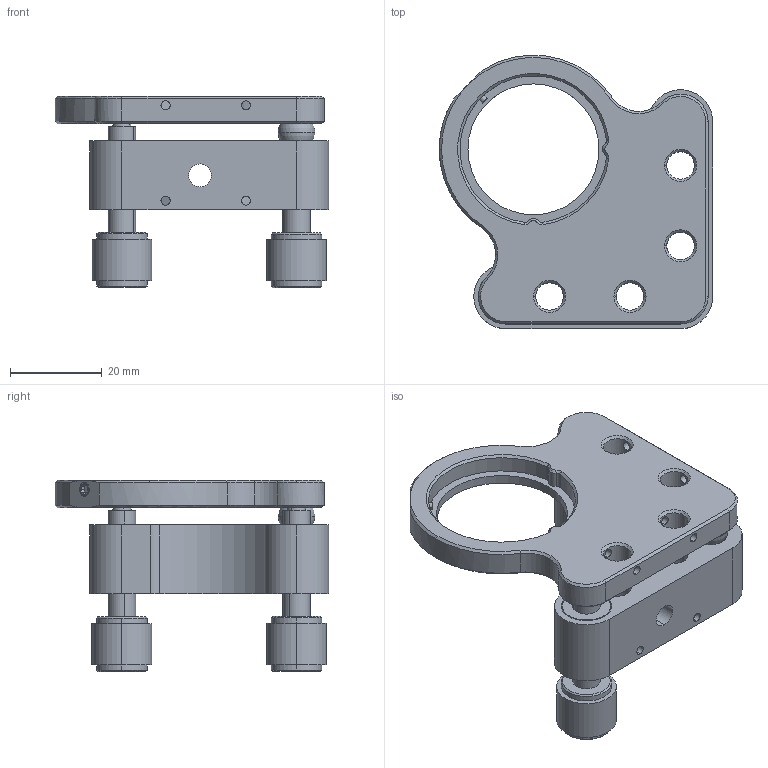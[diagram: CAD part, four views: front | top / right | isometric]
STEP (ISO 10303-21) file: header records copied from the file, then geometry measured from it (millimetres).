
FILE_DESCRIPTION (( 'STEP AP203' ), '1' );
FILE_NAME ('GCM-083105M 俋倰芞.STEP', '2016-02-16T03:56:21', ( 'Lxtx999.CoM' ), ( 'Lxtx999.CoM' ), 'SwSTEP 2.0', 'SolidWorks 2010', '' );
FILE_SCHEMA (( 'CONFIG_CONTROL_DESIGN' ));
Length unit declared in the file: centimetre
Products named in the file (1): GCM-083105M 俋倰芞
Bounding box: 59.5 x 59.48 x 41.68 mm (x, y, z)
Surface area: 17009.3 mm2 (no closed solid volume)
Topology: 0 solids, 19 shells, 243 faces, 645 edges, 415 vertices
Faces by surface type: cylinder 126, cone 65, plane 46, sphere 6
Entity records: 8188 total; most frequent: CARTESIAN_POINT 1950, DIRECTION 1389, ORIENTED_EDGE 1166, EDGE_CURVE 626, AXIS2_PLACEMENT_3D 569, VERTEX_POINT 406, CIRCLE 325, EDGE_LOOP 310
